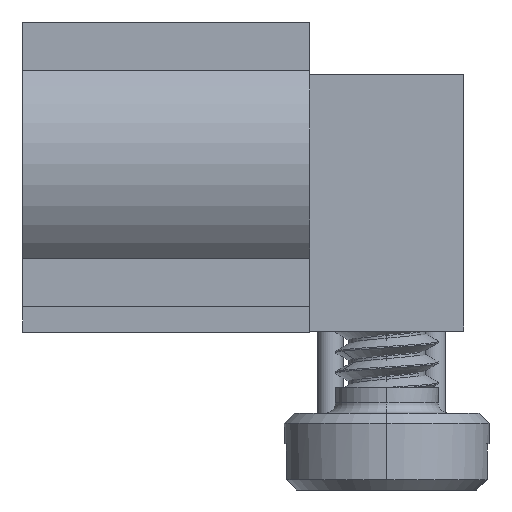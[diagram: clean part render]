
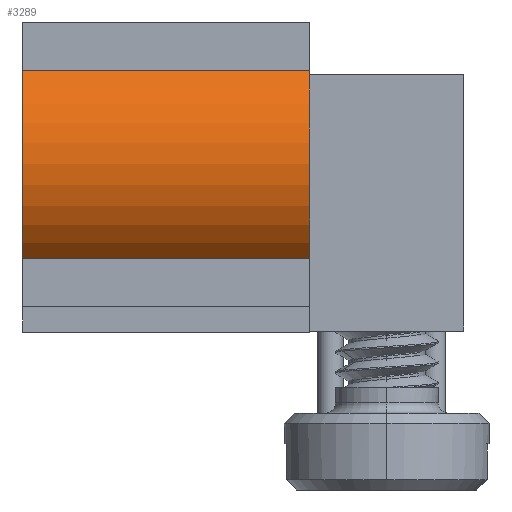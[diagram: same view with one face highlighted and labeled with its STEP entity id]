
A CAD part, left-side view. The second image highlights one B-rep face of the part: STEP entity #3289.
In plain terms, the highlighted cylindrical face has radius 2.5 mm (diameter 5 mm), a partial arc.
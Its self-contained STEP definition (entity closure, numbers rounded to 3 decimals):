
#73=CARTESIAN_POINT('',(-4.5,3.4,0.));
#74=DIRECTION('',(0.,-1.,0.));
#75=DIRECTION('',(-0.68,0.,0.733));
#76=AXIS2_PLACEMENT_3D('',#73,#74,#75);
#552=CARTESIAN_POINT('',(-4.5,-2.2,0.));
#553=DIRECTION('',(0.,-1.,0.));
#554=DIRECTION('',(-0.68,0.,0.733));
#555=AXIS2_PLACEMENT_3D('',#552,#553,#554);
#1627=DIRECTION('',(0.,-1.,0.));
#1628=VECTOR('',#1627,5.6);
#1629=CARTESIAN_POINT('',(-6.2,3.4,1.833));
#1630=LINE('',#1629,#1628);
#1634=DIRECTION('',(0.,-1.,0.));
#1635=VECTOR('',#1634,5.6);
#1636=CARTESIAN_POINT('',(-6.2,3.4,-1.833));
#1637=LINE('',#1636,#1635);
#1827=CARTESIAN_POINT('',(-6.2,3.4,1.833));
#1829=VERTEX_POINT('',#1827);
#1830=CARTESIAN_POINT('',(-6.2,3.4,-1.833));
#1831=VERTEX_POINT('',#1830);
#1836=CARTESIAN_POINT('',(-6.2,-2.2,1.833));
#1837=VERTEX_POINT('',#1836);
#1838=CARTESIAN_POINT('',(-6.2,-2.2,-1.833));
#1839=VERTEX_POINT('',#1838);
#3277=CARTESIAN_POINT('',(-4.5,3.4,0.));
#3278=DIRECTION('',(0.,-1.,0.));
#3279=DIRECTION('',(-1.,0.,0.));
#3280=AXIS2_PLACEMENT_3D('',#3277,#3278,#3279);
#3281=CYLINDRICAL_SURFACE('',#3280,2.5);
#3282=ORIENTED_EDGE('',*,*,#1953,.F.);
#3283=ORIENTED_EDGE('',*,*,#3272,.T.);
#3284=ORIENTED_EDGE('',*,*,#2273,.T.);
#3286=ORIENTED_EDGE('',*,*,#3285,.F.);
#3287=EDGE_LOOP('',(#3282,#3283,#3284,#3286));
#3288=FACE_OUTER_BOUND('',#3287,.F.);
#3289=ADVANCED_FACE('',(#3288),#3281,.T.);
#77=CIRCLE('',#76,2.5);
#556=CIRCLE('',#555,2.5);
#1953=EDGE_CURVE('',#1829,#1831,#77,.T.);
#2273=EDGE_CURVE('',#1837,#1839,#556,.T.);
#3272=EDGE_CURVE('',#1829,#1837,#1630,.T.);
#3285=EDGE_CURVE('',#1831,#1839,#1637,.T.);
